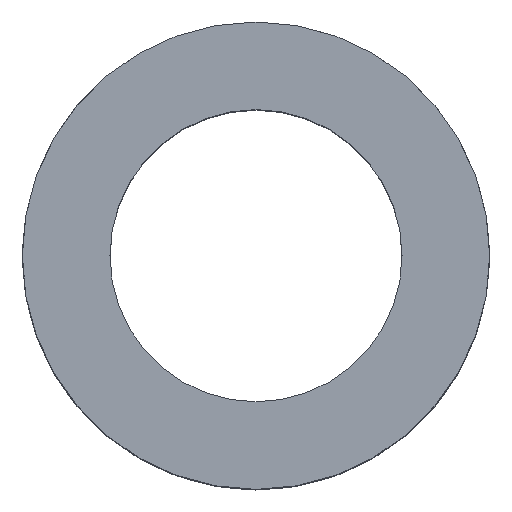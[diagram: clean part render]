
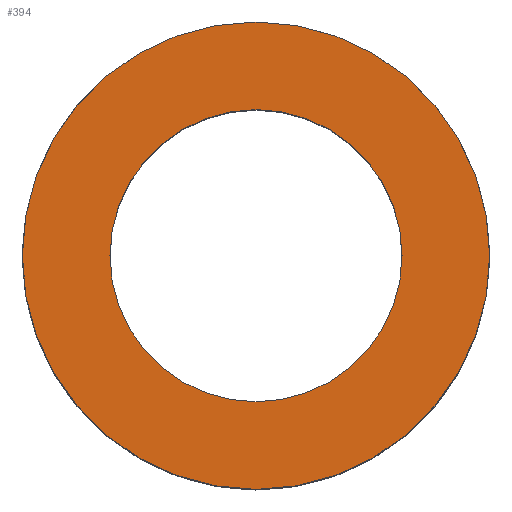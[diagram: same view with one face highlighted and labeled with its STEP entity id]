
A CAD part, top view. The second image highlights one B-rep face of the part: STEP entity #394.
In plain terms, the highlighted planar face has unit normal (0, 0, 1).
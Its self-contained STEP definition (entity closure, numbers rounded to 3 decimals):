
#16 = VERTEX_POINT ( 'NONE', #32 ) ;
#17 = DIRECTION ( 'NONE',  ( 0., 0., 1. ) ) ;
#32 = CARTESIAN_POINT ( 'NONE',  ( 5., 0., 9.256 ) ) ;
#48 = PLANE ( 'NONE',  #1079 ) ;
#60 = DIRECTION ( 'NONE',  ( 0., 0., 1. ) ) ;
#140 = DIRECTION ( 'NONE',  ( 0., 0., 1. ) ) ;
#189 = AXIS2_PLACEMENT_3D ( 'NONE', #646, #17, #1387 ) ;
#310 = ORIENTED_EDGE ( 'NONE', *, *, #1449, .T. ) ;
#317 = FACE_BOUND ( 'NONE', #1545, .T. ) ;
#394 = ADVANCED_FACE ( 'NONE', ( #317, #790 ), #48, .T. ) ;
#490 = ORIENTED_EDGE ( 'NONE', *, *, #1996, .T. ) ;
#508 = EDGE_CURVE ( 'NONE', #16, #1965, #1815, .T. ) ;
#537 = AXIS2_PLACEMENT_3D ( 'NONE', #2001, #140, #793 ) ;
#550 = CARTESIAN_POINT ( 'NONE',  ( 0., 0., 9.256 ) ) ;
#646 = CARTESIAN_POINT ( 'NONE',  ( 0., 0., 9.256 ) ) ;
#790 = FACE_OUTER_BOUND ( 'NONE', #1461, .T. ) ;
#793 = DIRECTION ( 'NONE',  ( 1., 0., 0. ) ) ;
#806 = ORIENTED_EDGE ( 'NONE', *, *, #508, .T. ) ;
#809 = DIRECTION ( 'NONE',  ( -1., 0., 0. ) ) ;
#811 = CIRCLE ( 'NONE', #189, 8. ) ;
#840 = DIRECTION ( 'NONE',  ( 1., 0., 0. ) ) ;
#995 = CIRCLE ( 'NONE', #537, 8. ) ;
#1056 = AXIS2_PLACEMENT_3D ( 'NONE', #1421, #1575, #1754 ) ;
#1079 = AXIS2_PLACEMENT_3D ( 'NONE', #550, #60, #840 ) ;
#1172 = EDGE_CURVE ( 'NONE', #2022, #1698, #811, .T. ) ;
#1219 = CARTESIAN_POINT ( 'NONE',  ( 8., 0., 9.256 ) ) ;
#1374 = ORIENTED_EDGE ( 'NONE', *, *, #1172, .T. ) ;
#1375 = CARTESIAN_POINT ( 'NONE',  ( -8., 0., 9.256 ) ) ;
#1387 = DIRECTION ( 'NONE',  ( 1., 0., 0. ) ) ;
#1407 = CARTESIAN_POINT ( 'NONE',  ( -5., 0., 9.256 ) ) ;
#1418 = CIRCLE ( 'NONE', #1056, 5. ) ;
#1421 = CARTESIAN_POINT ( 'NONE',  ( 0., 0., 9.256 ) ) ;
#1449 = EDGE_CURVE ( 'NONE', #1965, #16, #1418, .T. ) ;
#1461 = EDGE_LOOP ( 'NONE', ( #490, #1374 ) ) ;
#1545 = EDGE_LOOP ( 'NONE', ( #310, #806 ) ) ;
#1575 = DIRECTION ( 'NONE',  ( 0., 0., -1. ) ) ;
#1629 = AXIS2_PLACEMENT_3D ( 'NONE', #1731, #1869, #809 ) ;
#1698 = VERTEX_POINT ( 'NONE', #1219 ) ;
#1731 = CARTESIAN_POINT ( 'NONE',  ( 0., 0., 9.256 ) ) ;
#1754 = DIRECTION ( 'NONE',  ( -1., 0., 0. ) ) ;
#1815 = CIRCLE ( 'NONE', #1629, 5. ) ;
#1869 = DIRECTION ( 'NONE',  ( 0., 0., -1. ) ) ;
#1965 = VERTEX_POINT ( 'NONE', #1407 ) ;
#1996 = EDGE_CURVE ( 'NONE', #1698, #2022, #995, .T. ) ;
#2001 = CARTESIAN_POINT ( 'NONE',  ( 0., 0., 9.256 ) ) ;
#2022 = VERTEX_POINT ( 'NONE', #1375 ) ;
